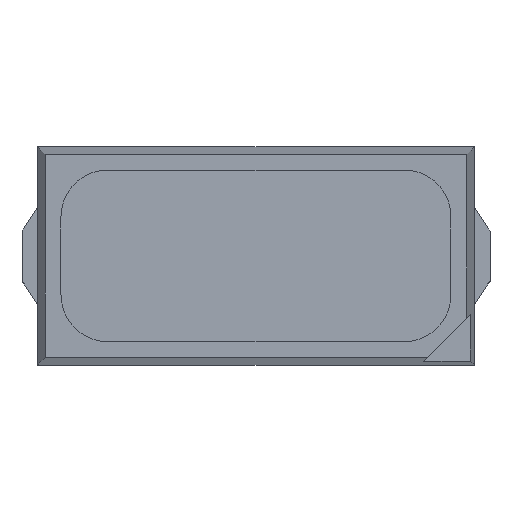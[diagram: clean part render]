
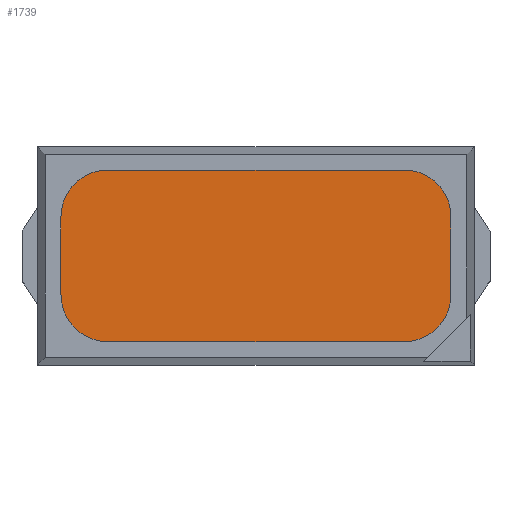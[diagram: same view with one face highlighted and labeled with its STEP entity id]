
A CAD part, top view. The second image highlights one B-rep face of the part: STEP entity #1739.
In plain terms, the highlighted planar face has unit normal (0, 0, 1).
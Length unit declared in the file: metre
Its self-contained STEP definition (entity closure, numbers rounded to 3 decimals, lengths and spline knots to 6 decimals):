
#62=PLANE('',#1918);
#171=LINE('',#2726,#361);
#176=LINE('',#2740,#366);
#180=LINE('',#2752,#370);
#184=LINE('',#2764,#374);
#361=VECTOR('',#2205,1.);
#366=VECTOR('',#2218,1.);
#370=VECTOR('',#2230,1.);
#374=VECTOR('',#2242,1.);
#701=ORIENTED_EDGE('',*,*,#1083,.T.);
#702=ORIENTED_EDGE('',*,*,#1087,.T.);
#703=ORIENTED_EDGE('',*,*,#1090,.T.);
#704=ORIENTED_EDGE('',*,*,#1093,.T.);
#705=ORIENTED_EDGE('',*,*,#1096,.T.);
#706=ORIENTED_EDGE('',*,*,#1099,.T.);
#707=ORIENTED_EDGE('',*,*,#1102,.T.);
#708=ORIENTED_EDGE('',*,*,#1104,.T.);
#1083=EDGE_CURVE('',#1306,#1305,#171,.T.);
#1087=EDGE_CURVE('',#1305,#1308,#1432,.T.);
#1090=EDGE_CURVE('',#1308,#1310,#176,.T.);
#1093=EDGE_CURVE('',#1310,#1312,#1434,.T.);
#1096=EDGE_CURVE('',#1312,#1314,#180,.T.);
#1099=EDGE_CURVE('',#1314,#1316,#1436,.T.);
#1102=EDGE_CURVE('',#1316,#1318,#184,.T.);
#1104=EDGE_CURVE('',#1318,#1306,#1438,.T.);
#1305=VERTEX_POINT('',#2725);
#1306=VERTEX_POINT('',#2727);
#1308=VERTEX_POINT('',#2733);
#1310=VERTEX_POINT('',#2739);
#1312=VERTEX_POINT('',#2745);
#1314=VERTEX_POINT('',#2751);
#1316=VERTEX_POINT('',#2757);
#1318=VERTEX_POINT('',#2763);
#1432=CIRCLE('',#1905,0.0003);
#1434=CIRCLE('',#1909,0.0003);
#1436=CIRCLE('',#1913,0.0003);
#1438=CIRCLE('',#1917,0.0003);
#1515=EDGE_LOOP('',(#701,#702,#703,#704,#705,#706,#707,#708));
#1611=FACE_BOUND('',#1515,.T.);
#1739=ADVANCED_FACE('',(#1611),#62,.T.);
#1905=AXIS2_PLACEMENT_3D('',#2734,#2212,#2213);
#1909=AXIS2_PLACEMENT_3D('',#2746,#2224,#2225);
#1913=AXIS2_PLACEMENT_3D('',#2758,#2236,#2237);
#1917=AXIS2_PLACEMENT_3D('',#2767,#2247,#2248);
#1918=AXIS2_PLACEMENT_3D('',#2768,#2249,#2250);
#2205=DIRECTION('',(0.,1.,0.));
#2212=DIRECTION('',(0.,0.,1.));
#2213=DIRECTION('',(1.,0.,0.));
#2218=DIRECTION('',(-1.,0.,0.));
#2224=DIRECTION('',(0.,0.,1.));
#2225=DIRECTION('',(1.,0.,0.));
#2230=DIRECTION('',(0.,-1.,0.));
#2236=DIRECTION('',(0.,0.,1.));
#2237=DIRECTION('',(1.,0.,0.));
#2242=DIRECTION('',(1.,0.,0.));
#2247=DIRECTION('',(0.,0.,1.));
#2248=DIRECTION('',(1.,0.,0.));
#2249=DIRECTION('',(0.,0.,1.));
#2250=DIRECTION('',(1.,0.,0.));
#2725=CARTESIAN_POINT('',(0.00125,0.00025,0.0007));
#2726=CARTESIAN_POINT('',(0.00125,0.,0.0007));
#2727=CARTESIAN_POINT('',(0.00125,-0.00025,0.0007));
#2733=CARTESIAN_POINT('',(0.00095,0.00055,0.0007));
#2734=CARTESIAN_POINT('',(0.00095,0.00025,0.0007));
#2739=CARTESIAN_POINT('',(-0.00095,0.00055,0.0007));
#2740=CARTESIAN_POINT('',(0.,0.00055,0.0007));
#2745=CARTESIAN_POINT('',(-0.00125,0.00025,0.0007));
#2746=CARTESIAN_POINT('',(-0.00095,0.00025,0.0007));
#2751=CARTESIAN_POINT('',(-0.00125,-0.00025,0.0007));
#2752=CARTESIAN_POINT('',(-0.00125,0.,0.0007));
#2757=CARTESIAN_POINT('',(-0.00095,-0.00055,0.0007));
#2758=CARTESIAN_POINT('',(-0.00095,-0.00025,0.0007));
#2763=CARTESIAN_POINT('',(0.00095,-0.00055,0.0007));
#2764=CARTESIAN_POINT('',(0.,-0.00055,0.0007));
#2767=CARTESIAN_POINT('',(0.00095,-0.00025,0.0007));
#2768=CARTESIAN_POINT('',(0.000025,-0.000025,0.0007));
